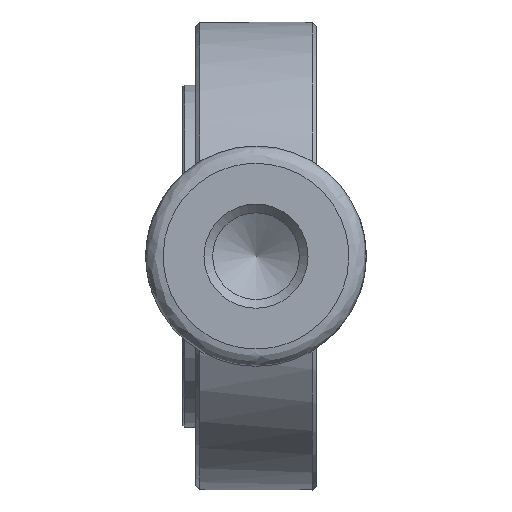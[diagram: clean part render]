
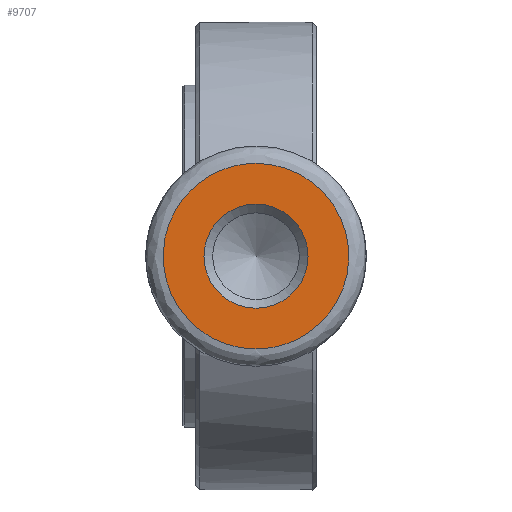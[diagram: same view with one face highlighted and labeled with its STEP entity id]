
A CAD part, front view. The second image highlights one B-rep face of the part: STEP entity #9707.
In plain terms, the highlighted planar face has unit normal (0, -1, 0).
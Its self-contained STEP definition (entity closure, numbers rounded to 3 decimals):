
#38 = EDGE_CURVE ( 'NONE', #5399, #6723, #637, .T. ) ;
#613 = PLANE ( 'NONE',  #741 ) ;
#637 =( BOUNDED_CURVE ( )  B_SPLINE_CURVE ( 3, ( #8424, #3997, #1311, #4834 ),
 .UNSPECIFIED., .F., .F. ) 
 B_SPLINE_CURVE_WITH_KNOTS ( ( 4, 4 ),
 ( 0., 1. ),
 .UNSPECIFIED. ) 
 CURVE ( )  GEOMETRIC_REPRESENTATION_ITEM ( )  RATIONAL_B_SPLINE_CURVE ( ( 1., 0.333, 0.333, 1. ) ) 
 REPRESENTATION_ITEM ( '' )  );
#741 = AXIS2_PLACEMENT_3D ( 'NONE', #1429, #7822, #7099 ) ;
#909 = CARTESIAN_POINT ( 'NONE',  ( 7.354, -84.565, -35.501 ) ) ;
#1311 = CARTESIAN_POINT ( 'NONE',  ( -3.346, -84.565, -24.801 ) ) ;
#1429 = CARTESIAN_POINT ( 'NONE',  ( 7.354, -84.565, -30.151 ) ) ;
#3201 = CIRCLE ( 'NONE', #9862, 3. ) ;
#3526 = EDGE_LOOP ( 'NONE', ( #4338 ) ) ;
#3557 = ORIENTED_EDGE ( 'NONE', *, *, #7004, .F. ) ;
#3997 = CARTESIAN_POINT ( 'NONE',  ( -3.346, -84.565, -35.501 ) ) ;
#4238 = FACE_BOUND ( 'NONE', #3526, .T. ) ;
#4293 = CARTESIAN_POINT ( 'NONE',  ( 7.354, -84.565, -35.501 ) ) ;
#4338 = ORIENTED_EDGE ( 'NONE', *, *, #9852, .F. ) ;
#4420 = FACE_OUTER_BOUND ( 'NONE', #7527, .T. ) ;
#4834 = CARTESIAN_POINT ( 'NONE',  ( 7.354, -84.565, -24.801 ) ) ;
#5286 = ORIENTED_EDGE ( 'NONE', *, *, #38, .F. ) ;
#5399 = VERTEX_POINT ( 'NONE', #4293 ) ;
#6142 = CARTESIAN_POINT ( 'NONE',  ( 7.354, -84.565, -30.151 ) ) ;
#6666 = VERTEX_POINT ( 'NONE', #11183 ) ;
#6723 = VERTEX_POINT ( 'NONE', #10549 ) ;
#7004 = EDGE_CURVE ( 'NONE', #6723, #5399, #11212, .T. ) ;
#7099 = DIRECTION ( 'NONE',  ( 0., 0., 1. ) ) ;
#7527 = EDGE_LOOP ( 'NONE', ( #3557, #5286 ) ) ;
#7822 = DIRECTION ( 'NONE',  ( 0., 1., 0. ) ) ;
#8183 = DIRECTION ( 'NONE',  ( 0., 0., -1. ) ) ;
#8424 = CARTESIAN_POINT ( 'NONE',  ( 7.354, -84.565, -35.501 ) ) ;
#9071 = CARTESIAN_POINT ( 'NONE',  ( 7.354, -84.565, -24.801 ) ) ;
#9130 = DIRECTION ( 'NONE',  ( 0., -1., 0. ) ) ;
#9707 = ADVANCED_FACE ( 'NONE', ( #4238, #4420 ), #613, .F. ) ;
#9852 = EDGE_CURVE ( 'NONE', #6666, #6666, #3201, .T. ) ;
#9862 = AXIS2_PLACEMENT_3D ( 'NONE', #6142, #9130, #8183 ) ;
#10549 = CARTESIAN_POINT ( 'NONE',  ( 7.354, -84.565, -24.801 ) ) ;
#10916 = CARTESIAN_POINT ( 'NONE',  ( 18.054, -84.565, -24.801 ) ) ;
#11035 = CARTESIAN_POINT ( 'NONE',  ( 18.054, -84.565, -35.501 ) ) ;
#11183 = CARTESIAN_POINT ( 'NONE',  ( 7.354, -84.565, -33.151 ) ) ;
#11212 =( BOUNDED_CURVE ( )  B_SPLINE_CURVE ( 3, ( #9071, #10916, #11035, #909 ),
 .UNSPECIFIED., .F., .T. ) 
 B_SPLINE_CURVE_WITH_KNOTS ( ( 4, 4 ),
 ( 0., 1. ),
 .UNSPECIFIED. ) 
 CURVE ( )  GEOMETRIC_REPRESENTATION_ITEM ( )  RATIONAL_B_SPLINE_CURVE ( ( 1., 0.333, 0.333, 1. ) ) 
 REPRESENTATION_ITEM ( '' )  );
